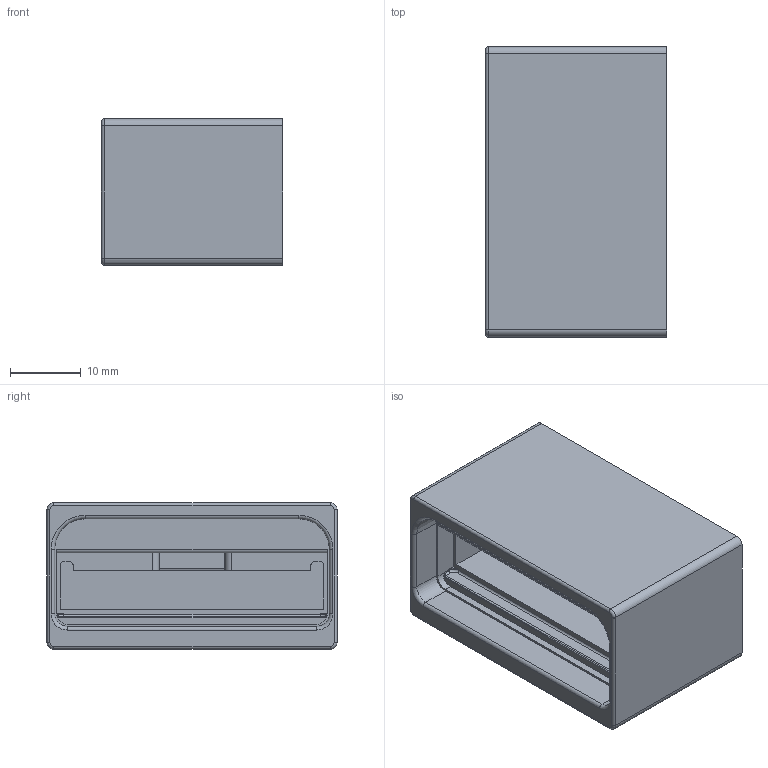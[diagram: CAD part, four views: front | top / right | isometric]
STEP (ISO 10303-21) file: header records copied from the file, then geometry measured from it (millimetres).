
FILE_DESCRIPTION(/* description */ (''),/* implementation_level */ '2;1');
FILE_NAME(/* name */ 'AX_molex_holder v6.step',/* time_stamp */ '2023-03-01T09:48:09+01:00',/* author */ (''),/* organization */ (''),/* preprocessor_version */ 'ST-DEVELOPER v19.2',/* originating_system */ 'Autodesk Translation Framework v11.17.0.187',/* authorisation */ '');
FILE_SCHEMA (('AUTOMOTIVE_DESIGN { 1 0 10303 214 3 1 1 }'));
Length unit declared in the file: millimetre
Products named in the file (2): AX_molex_holder; AX controller
Assembly tree (1 placements, depth 2):
  AX_molex_holder
    AX controller
Bounding box: 25.58 x 41 x 20.66 mm (x, y, z)
Volume: 16330.2 mm3; surface area: 6183 mm2
Topology: 1 solids, 1 shells, 82 faces, 210 edges, 132 vertices
Faces by surface type: plane 35, cylinder 33, torus 8, bspline 6
Entity records: 2662 total; most frequent: CARTESIAN_POINT 577, DIRECTION 444, ORIENTED_EDGE 420, EDGE_CURVE 210, AXIS2_PLACEMENT_3D 161, VERTEX_POINT 132, LINE 122, VECTOR 122
